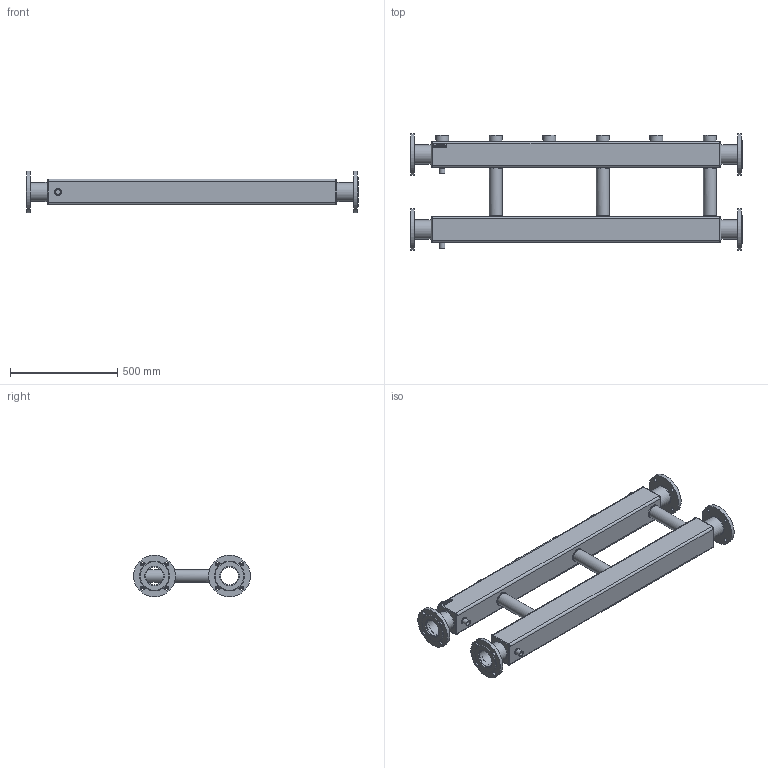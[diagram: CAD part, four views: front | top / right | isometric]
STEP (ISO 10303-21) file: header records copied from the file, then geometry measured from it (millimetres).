
FILE_DESCRIPTION(('STEP AP203'), '1');
FILE_NAME('MK-600-3x50.18', '', ('UNSPECIFIED'), ('UNSPECIFIED'), 'ASCON STEP Converter 1.6', 'ASCON Math Kernel', '');
FILE_SCHEMA(('CONFIG_CONTROL_DESIGN'));
Length unit declared in the file: millimetre
Bounding box: 1550 x 545 x 195 mm (x, y, z)
Volume: 8768260.8 mm3; surface area: 3317831.9 mm2
Topology: 1 solids, 1 shells, 530 faces, 1397 edges, 922 vertices
Faces by surface type: bspline 187, plane 164, cylinder 119, cone 38, torus 22
Full cylindrical faces by diameter (mm): 18 x16, 22 x2, 25 x2, 26.8 x2, 53 x6, 57 x6, 60 x12, 82 x4, 89 x8, 91 x4, 195 x4
Entity records: 26291 total; most frequent: CARTESIAN_POINT 10635, ORIENTED_EDGE 2542, DIRECTION 1693, EDGE_CURVE 1271, VERTEX_POINT 922, EDGE_LOOP 771, AXIS2_PLACEMENT_3D 626, FACE_BOUND 579
